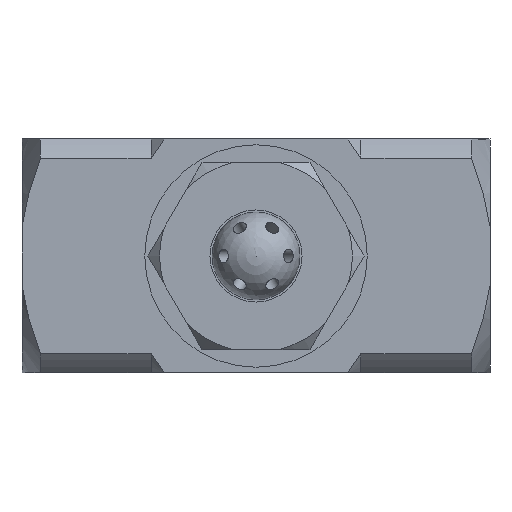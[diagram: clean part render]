
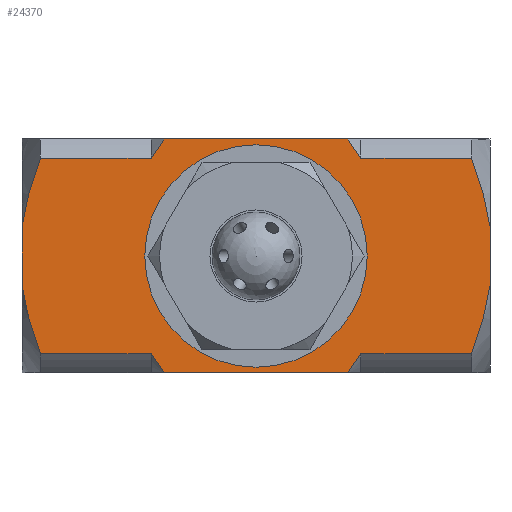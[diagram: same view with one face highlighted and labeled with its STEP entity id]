
A CAD part, front view. The second image highlights one B-rep face of the part: STEP entity #24370.
In plain terms, the highlighted planar face has unit normal (0, -1, 0).
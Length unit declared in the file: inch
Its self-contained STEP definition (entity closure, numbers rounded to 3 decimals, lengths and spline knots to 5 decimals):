
#619=FACE_BOUND('',#2362,.T.);
#798=CIRCLE('',#25821,0.297);
#909=(
BOUNDED_CURVE()
B_SPLINE_CURVE(2,(#31705,#31706,#31707),.UNSPECIFIED.,.F.,.F.)
B_SPLINE_CURVE_WITH_KNOTS((3,3),(0.93423,1.1413),
 .UNSPECIFIED.)
CURVE()
GEOMETRIC_REPRESENTATION_ITEM()
RATIONAL_B_SPLINE_CURVE((1.017,1.01,1.))
REPRESENTATION_ITEM('')
);
#910=(
BOUNDED_CURVE()
B_SPLINE_CURVE(2,(#31711,#31712,#31713),.UNSPECIFIED.,.F.,.F.)
B_SPLINE_CURVE_WITH_KNOTS((3,3),(0.,0.48194),.UNSPECIFIED.)
CURVE()
GEOMETRIC_REPRESENTATION_ITEM()
RATIONAL_B_SPLINE_CURVE((1.,1.033,1.))
REPRESENTATION_ITEM('')
);
#911=(
BOUNDED_CURVE()
B_SPLINE_CURVE(2,(#31717,#31718,#31719),.UNSPECIFIED.,.F.,.F.)
B_SPLINE_CURVE_WITH_KNOTS((3,3),(0.,0.48194),.UNSPECIFIED.)
CURVE()
GEOMETRIC_REPRESENTATION_ITEM()
RATIONAL_B_SPLINE_CURVE((1.,1.033,1.))
REPRESENTATION_ITEM('')
);
#912=(
BOUNDED_CURVE()
B_SPLINE_CURVE(2,(#31723,#31724,#31725),.UNSPECIFIED.,.F.,.F.)
B_SPLINE_CURVE_WITH_KNOTS((3,3),(0.,0.20739),.UNSPECIFIED.)
CURVE()
GEOMETRIC_REPRESENTATION_ITEM()
RATIONAL_B_SPLINE_CURVE((1.,1.01,1.017))
REPRESENTATION_ITEM('')
);
#913=(
BOUNDED_CURVE()
B_SPLINE_CURVE(2,(#31729,#31730,#31731),.UNSPECIFIED.,.F.,.F.)
B_SPLINE_CURVE_WITH_KNOTS((3,3),(0.93391,1.1413),
 .UNSPECIFIED.)
CURVE()
GEOMETRIC_REPRESENTATION_ITEM()
RATIONAL_B_SPLINE_CURVE((1.017,1.01,1.))
REPRESENTATION_ITEM('')
);
#914=(
BOUNDED_CURVE()
B_SPLINE_CURVE(2,(#31734,#31735,#31736),.UNSPECIFIED.,.F.,.F.)
B_SPLINE_CURVE_WITH_KNOTS((3,3),(0.,0.48194),.UNSPECIFIED.)
CURVE()
GEOMETRIC_REPRESENTATION_ITEM()
RATIONAL_B_SPLINE_CURVE((1.,1.033,1.))
REPRESENTATION_ITEM('')
);
#915=(
BOUNDED_CURVE()
B_SPLINE_CURVE(2,(#31738,#31739,#31740),.UNSPECIFIED.,.F.,.F.)
B_SPLINE_CURVE_WITH_KNOTS((3,3),(0.,0.48194),.UNSPECIFIED.)
CURVE()
GEOMETRIC_REPRESENTATION_ITEM()
RATIONAL_B_SPLINE_CURVE((1.,1.033,1.))
REPRESENTATION_ITEM('')
);
#916=(
BOUNDED_CURVE()
B_SPLINE_CURVE(2,(#31744,#31745,#31746),.UNSPECIFIED.,.F.,.F.)
B_SPLINE_CURVE_WITH_KNOTS((3,3),(0.,0.20707),.UNSPECIFIED.)
CURVE()
GEOMETRIC_REPRESENTATION_ITEM()
RATIONAL_B_SPLINE_CURVE((1.,1.01,1.017))
REPRESENTATION_ITEM('')
);
#961=FACE_OUTER_BOUND('',#2361,.T.);
#2361=EDGE_LOOP('',(#16178,#16179,#16180,#16181,#16182,#16183,#16184,#16185,
#16186,#16187,#16188,#16189,#16190,#16191,#16192,#16193));
#2362=EDGE_LOOP('',(#16194));
#3941=LINE('',#31672,#6499);
#3945=LINE('',#31709,#6503);
#3946=LINE('',#31715,#6504);
#3947=LINE('',#31721,#6505);
#3948=LINE('',#31727,#6506);
#3949=LINE('',#31733,#6507);
#3950=LINE('',#31742,#6508);
#3951=LINE('',#31747,#6509);
#6499=VECTOR('',#26912,0.3937);
#6503=VECTOR('',#26922,0.3937);
#6504=VECTOR('',#26923,0.3937);
#6505=VECTOR('',#26924,0.3937);
#6506=VECTOR('',#26925,0.3937);
#6507=VECTOR('',#26926,0.3937);
#6508=VECTOR('',#26927,0.3937);
#6509=VECTOR('',#26928,0.3937);
#10009=VERTEX_POINT('',#31660);
#10014=VERTEX_POINT('',#31670);
#10023=VERTEX_POINT('',#31703);
#10024=VERTEX_POINT('',#31704);
#10025=VERTEX_POINT('',#31708);
#10026=VERTEX_POINT('',#31710);
#10027=VERTEX_POINT('',#31714);
#10028=VERTEX_POINT('',#31716);
#10029=VERTEX_POINT('',#31720);
#10030=VERTEX_POINT('',#31722);
#10031=VERTEX_POINT('',#31726);
#10032=VERTEX_POINT('',#31728);
#10033=VERTEX_POINT('',#31732);
#10034=VERTEX_POINT('',#31737);
#10035=VERTEX_POINT('',#31741);
#10036=VERTEX_POINT('',#31743);
#10037=VERTEX_POINT('',#31748);
#12487=EDGE_CURVE('',#10014,#10009,#3941,.T.);
#12496=EDGE_CURVE('',#10023,#10024,#909,.T.);
#12497=EDGE_CURVE('',#10024,#10025,#3945,.T.);
#12498=EDGE_CURVE('',#10025,#10026,#910,.T.);
#12499=EDGE_CURVE('',#10027,#10026,#3946,.T.);
#12500=EDGE_CURVE('',#10027,#10028,#911,.T.);
#12501=EDGE_CURVE('',#10028,#10029,#3947,.T.);
#12502=EDGE_CURVE('',#10029,#10030,#912,.T.);
#12503=EDGE_CURVE('',#10031,#10030,#3948,.T.);
#12504=EDGE_CURVE('',#10031,#10032,#913,.T.);
#12505=EDGE_CURVE('',#10032,#10033,#3949,.T.);
#12506=EDGE_CURVE('',#10033,#10009,#914,.T.);
#12507=EDGE_CURVE('',#10014,#10034,#915,.T.);
#12508=EDGE_CURVE('',#10034,#10035,#3950,.T.);
#12509=EDGE_CURVE('',#10035,#10036,#916,.T.);
#12510=EDGE_CURVE('',#10023,#10036,#3951,.T.);
#12511=EDGE_CURVE('',#10037,#10037,#798,.T.);
#16178=ORIENTED_EDGE('',*,*,#12496,.T.);
#16179=ORIENTED_EDGE('',*,*,#12497,.T.);
#16180=ORIENTED_EDGE('',*,*,#12498,.T.);
#16181=ORIENTED_EDGE('',*,*,#12499,.F.);
#16182=ORIENTED_EDGE('',*,*,#12500,.T.);
#16183=ORIENTED_EDGE('',*,*,#12501,.T.);
#16184=ORIENTED_EDGE('',*,*,#12502,.T.);
#16185=ORIENTED_EDGE('',*,*,#12503,.F.);
#16186=ORIENTED_EDGE('',*,*,#12504,.T.);
#16187=ORIENTED_EDGE('',*,*,#12505,.T.);
#16188=ORIENTED_EDGE('',*,*,#12506,.T.);
#16189=ORIENTED_EDGE('',*,*,#12487,.F.);
#16190=ORIENTED_EDGE('',*,*,#12507,.T.);
#16191=ORIENTED_EDGE('',*,*,#12508,.T.);
#16192=ORIENTED_EDGE('',*,*,#12509,.T.);
#16193=ORIENTED_EDGE('',*,*,#12510,.F.);
#16194=ORIENTED_EDGE('',*,*,#12511,.T.);
#23504=PLANE('',#25820);
#24370=ADVANCED_FACE('',(#961,#619),#23504,.T.);
#25820=AXIS2_PLACEMENT_3D('',#31702,#26920,#26921);
#25821=AXIS2_PLACEMENT_3D('',#31749,#26929,#26930);
#26912=DIRECTION('',(0.,0.,1.));
#26920=DIRECTION('center_axis',(0.,-1.,0.));
#26921=DIRECTION('ref_axis',(0.,0.,-1.));
#26922=DIRECTION('',(1.,0.,0.));
#26923=DIRECTION('',(0.,0.,-1.));
#26924=DIRECTION('',(-1.,0.,0.));
#26925=DIRECTION('',(1.,0.,0.));
#26926=DIRECTION('',(-1.,0.,0.));
#26927=DIRECTION('',(1.,0.,0.));
#26928=DIRECTION('',(-1.,0.,0.));
#26929=DIRECTION('center_axis',(0.,1.,0.));
#26930=DIRECTION('ref_axis',(-1.,0.,0.));
#31660=CARTESIAN_POINT('',(-0.625,-0.3125,0.07776));
#31670=CARTESIAN_POINT('',(-0.625,-0.3125,-0.07785));
#31672=CARTESIAN_POINT('',(-0.625,-0.3125,-0.3125));
#31702=CARTESIAN_POINT('Origin',(0.,-0.3125,0.3125));
#31703=CARTESIAN_POINT('',(0.24512,-0.3125,-0.3125));
#31704=CARTESIAN_POINT('',(0.28,-0.3125,-0.26084));
#31705=CARTESIAN_POINT('Ctrl Pts',(0.24512,-0.3125,-0.3125));
#31706=CARTESIAN_POINT('Ctrl Pts',(0.26413,-0.3125,-0.28561));
#31707=CARTESIAN_POINT('Ctrl Pts',(0.28,-0.3125,-0.26084));
#31708=CARTESIAN_POINT('',(0.57593,-0.3125,-0.26084));
#31709=CARTESIAN_POINT('',(0.42796,-0.3125,-0.26084));
#31710=CARTESIAN_POINT('',(0.625,-0.3125,-0.07785));
#31711=CARTESIAN_POINT('Ctrl Pts',(0.57593,-0.3125,-0.26084));
#31712=CARTESIAN_POINT('Ctrl Pts',(0.61372,-0.3125,-0.15868));
#31713=CARTESIAN_POINT('Ctrl Pts',(0.625,-0.3125,-0.07785));
#31714=CARTESIAN_POINT('',(0.625,-0.3125,0.07776));
#31715=CARTESIAN_POINT('',(0.625,-0.3125,-0.3125));
#31716=CARTESIAN_POINT('',(0.57593,-0.3125,0.26076));
#31717=CARTESIAN_POINT('Ctrl Pts',(0.625,-0.3125,0.07776));
#31718=CARTESIAN_POINT('Ctrl Pts',(0.61372,-0.3125,0.15859));
#31719=CARTESIAN_POINT('Ctrl Pts',(0.57593,-0.3125,0.26076));
#31720=CARTESIAN_POINT('',(0.28,-0.3125,0.26076));
#31721=CARTESIAN_POINT('',(0.42796,-0.3125,0.26076));
#31722=CARTESIAN_POINT('',(0.24506,-0.3125,0.3125));
#31723=CARTESIAN_POINT('Ctrl Pts',(0.28,-0.3125,0.26076));
#31724=CARTESIAN_POINT('Ctrl Pts',(0.26411,-0.3125,0.28557));
#31725=CARTESIAN_POINT('Ctrl Pts',(0.24506,-0.3125,0.3125));
#31726=CARTESIAN_POINT('',(-0.24506,-0.3125,0.3125));
#31727=CARTESIAN_POINT('',(0.,-0.3125,0.3125));
#31728=CARTESIAN_POINT('',(-0.28,-0.3125,0.26076));
#31729=CARTESIAN_POINT('Ctrl Pts',(-0.24506,-0.3125,0.3125));
#31730=CARTESIAN_POINT('Ctrl Pts',(-0.26411,-0.3125,0.28557));
#31731=CARTESIAN_POINT('Ctrl Pts',(-0.28,-0.3125,0.26076));
#31732=CARTESIAN_POINT('',(-0.57593,-0.3125,0.26076));
#31733=CARTESIAN_POINT('',(-0.42796,-0.3125,0.26076));
#31734=CARTESIAN_POINT('Ctrl Pts',(-0.57593,-0.3125,0.26076));
#31735=CARTESIAN_POINT('Ctrl Pts',(-0.61372,-0.3125,0.15859));
#31736=CARTESIAN_POINT('Ctrl Pts',(-0.625,-0.3125,0.07776));
#31737=CARTESIAN_POINT('',(-0.57593,-0.3125,-0.26084));
#31738=CARTESIAN_POINT('Ctrl Pts',(-0.625,-0.3125,-0.07785));
#31739=CARTESIAN_POINT('Ctrl Pts',(-0.61372,-0.3125,-0.15868));
#31740=CARTESIAN_POINT('Ctrl Pts',(-0.57593,-0.3125,-0.26084));
#31741=CARTESIAN_POINT('',(-0.28,-0.3125,-0.26084));
#31742=CARTESIAN_POINT('',(-0.42796,-0.3125,-0.26084));
#31743=CARTESIAN_POINT('',(-0.24512,-0.3125,-0.3125));
#31744=CARTESIAN_POINT('Ctrl Pts',(-0.28,-0.3125,-0.26084));
#31745=CARTESIAN_POINT('Ctrl Pts',(-0.26413,-0.3125,-0.28561));
#31746=CARTESIAN_POINT('Ctrl Pts',(-0.24512,-0.3125,-0.3125));
#31747=CARTESIAN_POINT('',(0.,-0.3125,-0.3125));
#31748=CARTESIAN_POINT('',(0.297,-0.3125,0.));
#31749=CARTESIAN_POINT('Origin',(0.,-0.3125,0.));
